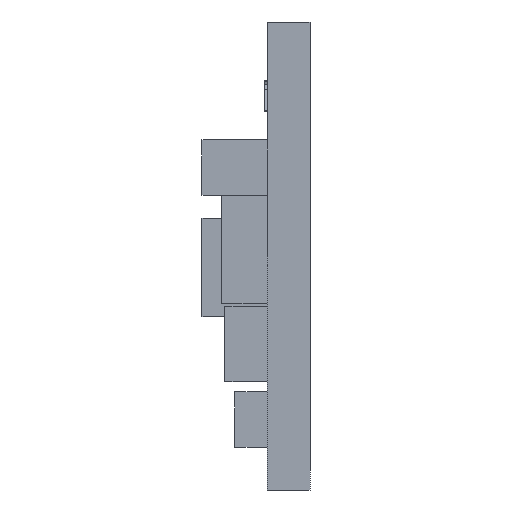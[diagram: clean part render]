
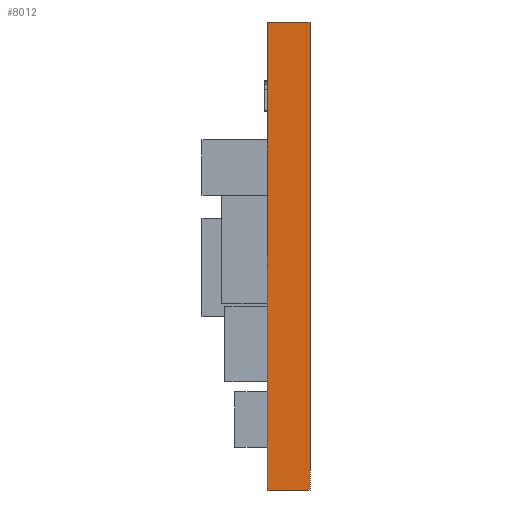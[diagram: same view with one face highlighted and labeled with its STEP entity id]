
A CAD part, left-side view. The second image highlights one B-rep face of the part: STEP entity #8012.
In plain terms, the highlighted free-form (B-spline) face has degree [1, 1] with [2, 2] control points.
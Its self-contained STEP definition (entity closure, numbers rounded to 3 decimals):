
#8012 = ADVANCED_FACE('',(#8013),#8043,.T.);
#8013 = FACE_BOUND('',#8014,.T.);
#8014 = EDGE_LOOP('',(#8015,#8024,#8031,#8038));
#8015 = ORIENTED_EDGE('',*,*,#8016,.T.);
#8016 = EDGE_CURVE('',#8017,#8019,#8021,.T.);
#8017 = VERTEX_POINT('',#8018);
#8018 = CARTESIAN_POINT('',(0.,0.,-18.54));
#8019 = VERTEX_POINT('',#8020);
#8020 = CARTESIAN_POINT('',(0.,1.685,-18.54));
#8021 = B_SPLINE_CURVE_WITH_KNOTS('',1,(#8022,#8023),.UNSPECIFIED.,.F.,
  .F.,(2,2),(0.,1.3),.PIECEWISE_BEZIER_KNOTS.);
#8022 = CARTESIAN_POINT('',(0.,0.,-18.54));
#8023 = CARTESIAN_POINT('',(0.,1.685,-18.54));
#8024 = ORIENTED_EDGE('',*,*,#8025,.T.);
#8025 = EDGE_CURVE('',#8019,#8026,#8028,.T.);
#8026 = VERTEX_POINT('',#8027);
#8027 = CARTESIAN_POINT('',(0.,1.685,0.));
#8028 = B_SPLINE_CURVE_WITH_KNOTS('',1,(#8029,#8030),.UNSPECIFIED.,.F.,
  .F.,(2,2),(0.,14.3),.PIECEWISE_BEZIER_KNOTS.);
#8029 = CARTESIAN_POINT('',(0.,1.685,-18.54));
#8030 = CARTESIAN_POINT('',(0.,1.685,0.));
#8031 = ORIENTED_EDGE('',*,*,#8032,.T.);
#8032 = EDGE_CURVE('',#8026,#8033,#8035,.T.);
#8033 = VERTEX_POINT('',#8034);
#8034 = CARTESIAN_POINT('',(0.,0.,0.));
#8035 = B_SPLINE_CURVE_WITH_KNOTS('',1,(#8036,#8037),.UNSPECIFIED.,.F.,
  .F.,(2,2),(0.,1.3),.PIECEWISE_BEZIER_KNOTS.);
#8036 = CARTESIAN_POINT('',(0.,1.685,0.));
#8037 = CARTESIAN_POINT('',(0.,0.,0.));
#8038 = ORIENTED_EDGE('',*,*,#8039,.T.);
#8039 = EDGE_CURVE('',#8033,#8017,#8040,.T.);
#8040 = B_SPLINE_CURVE_WITH_KNOTS('',1,(#8041,#8042),.UNSPECIFIED.,.F.,
  .F.,(2,2),(0.,14.3),.PIECEWISE_BEZIER_KNOTS.);
#8041 = CARTESIAN_POINT('',(0.,0.,0.));
#8042 = CARTESIAN_POINT('',(0.,0.,-18.54));
#8043 = B_SPLINE_SURFACE_WITH_KNOTS('',1,1,(
    (#8044,#8045)
    ,(#8046,#8047
    )),.UNSPECIFIED.,.F.,.F.,.F.,(2,2),(2,2),(0.,1.),(0.,1.),
  .PIECEWISE_BEZIER_KNOTS.);
#8044 = CARTESIAN_POINT('',(0.,0.,0.));
#8045 = CARTESIAN_POINT('',(0.,1.685,0.));
#8046 = CARTESIAN_POINT('',(0.,0.,-18.54));
#8047 = CARTESIAN_POINT('',(0.,1.685,-18.54));
